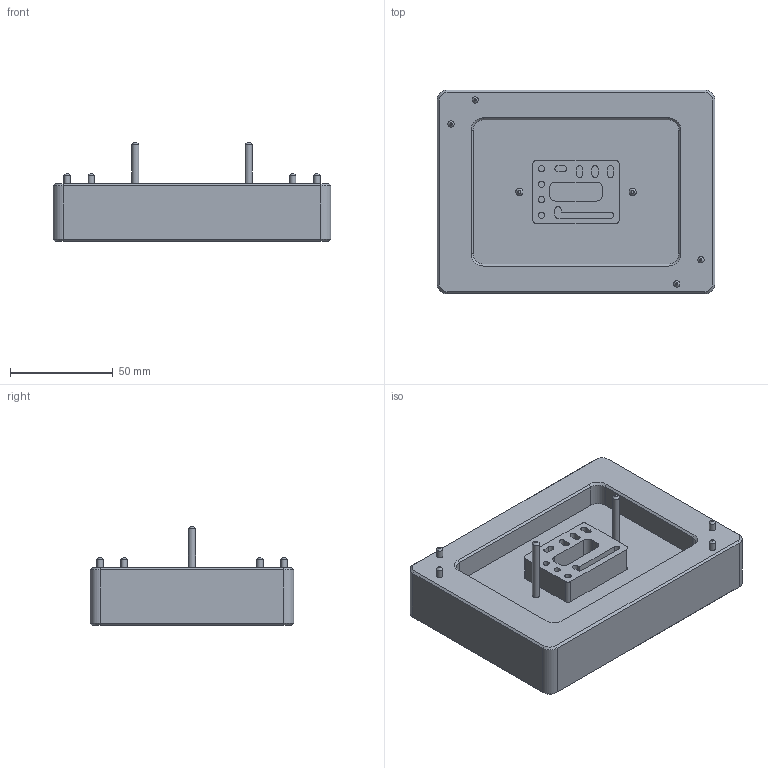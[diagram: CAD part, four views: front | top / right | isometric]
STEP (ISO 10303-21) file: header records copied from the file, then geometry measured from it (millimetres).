
FILE_DESCRIPTION(/* description */ ('Unknown'),/* implementation_level */ '2;1');
FILE_NAME(/* name */ 'P840',/* time_stamp */ '2017-07-10T13:13:17+02:00',/* author */ ('Unknown'),/* organization */ ('Unknown'),/* preprocessor_version */ 'ST-DEVELOPER v16.7',/* originating_system */ 'DEX',/* authorisation */ $);
FILE_SCHEMA (('AUTOMOTIVE_DESIGN {1 0 10303 214 3 1 1}'));
Length unit declared in the file: millimetre
Products named in the file (4): P840; poz_csap; poz_csap_nyak
Assembly tree (7 placements, depth 2):
  P840
    P840
    poz_csap  x2
    poz_csap_nyak  x4
Bounding box: 135 x 99 x 48 mm (x, y, z)
Volume: 300834.3 mm3; surface area: 48938.8 mm2
Topology: 7 solids, 7 shells, 143 faces, 295 edges, 188 vertices
Faces by surface type: plane 76, cylinder 47, cone 20
Full cylindrical faces by diameter (mm): 3 x16, 3.5 x2, 6.05 x2
Entity records: 3394 total; most frequent: DIRECTION 613, CARTESIAN_POINT 548, ORIENTED_EDGE 494, EDGE_CURVE 247, AXIS2_PLACEMENT_3D 233, VERTEX_POINT 168, EDGE_LOOP 165, FACE_BOUND 165
